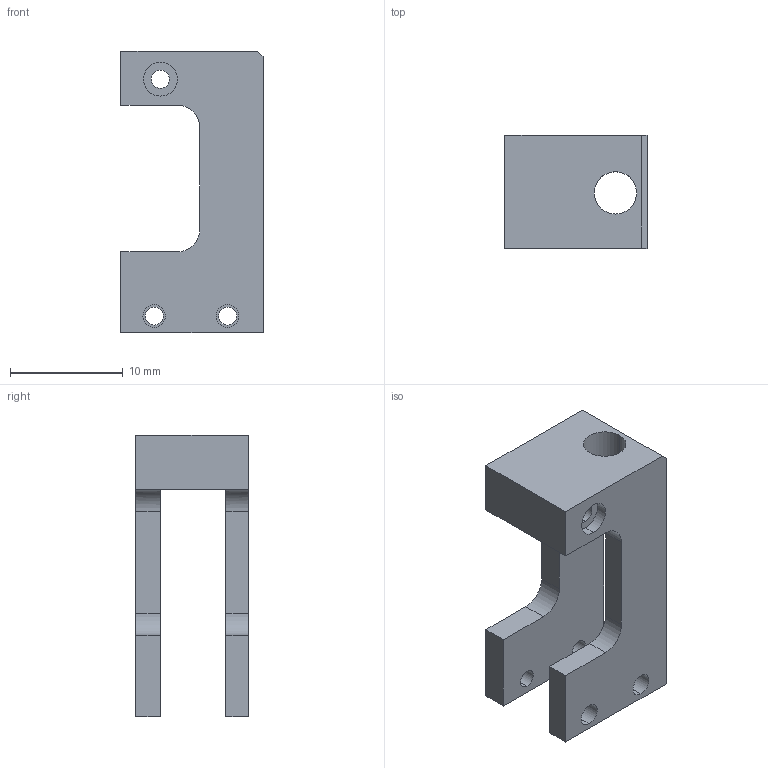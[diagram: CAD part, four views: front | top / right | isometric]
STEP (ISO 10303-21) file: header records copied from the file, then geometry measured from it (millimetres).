
FILE_DESCRIPTION (( 'STEP AP214' ), '1' );
FILE_NAME ('OreSat_InhibitClampNormal.STEP', '2021-09-27T03:31:40', ( '' ), ( '' ), 'SwSTEP 2.0', 'SolidWorks 2020', '' );
FILE_SCHEMA (( 'AUTOMOTIVE_DESIGN' ));
Length unit declared in the file: millimetre
Products named in the file (1): OreSat_InhibitClampNormal
Bounding box: 12.6 x 10 x 25 mm (x, y, z)
Volume: 1198.1 mm3; surface area: 1458.5 mm2
Topology: 1 solids, 1 shells, 38 faces, 105 edges, 70 vertices
Faces by surface type: cylinder 20, plane 18
Entity records: 1291 total; most frequent: CARTESIAN_POINT 224, DIRECTION 219, ORIENTED_EDGE 210, EDGE_CURVE 105, AXIS2_PLACEMENT_3D 77, VERTEX_POINT 70, VECTOR 65, LINE 65
